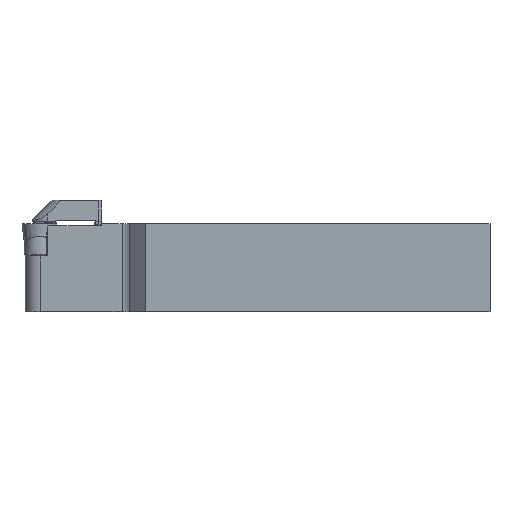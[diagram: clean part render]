
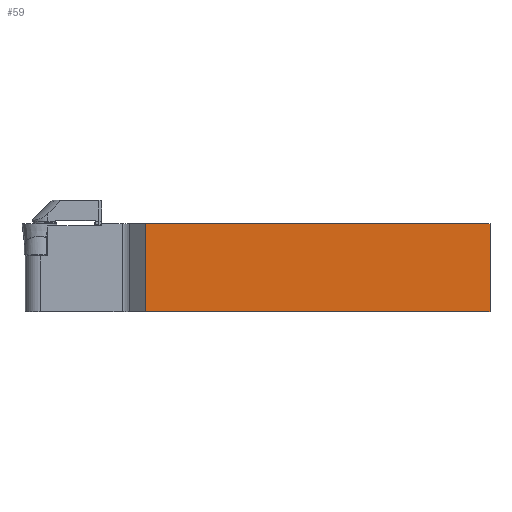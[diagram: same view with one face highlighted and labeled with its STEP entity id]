
A CAD part, front view. The second image highlights one B-rep face of the part: STEP entity #59.
In plain terms, the highlighted planar face has unit normal (0, -1, 0).
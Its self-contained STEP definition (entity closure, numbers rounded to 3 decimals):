
#59 = ADVANCED_FACE ( 'NONE', ( #7622 ), #7036, .T. ) ;
#234 = DIRECTION ( 'NONE',  ( 1., 0., 0. ) ) ;
#323 = EDGE_LOOP ( 'NONE', ( #8641, #3626, #7199, #5357 ) ) ;
#358 = EDGE_CURVE ( 'NONE', #994, #2330, #3256, .T. ) ;
#994 = VERTEX_POINT ( 'NONE', #6952 ) ;
#1086 = CARTESIAN_POINT ( 'NONE',  ( 170., -12.5, 0. ) ) ;
#1123 = VERTEX_POINT ( 'NONE', #4162 ) ;
#1456 = CARTESIAN_POINT ( 'NONE',  ( 170., -12.5, -32. ) ) ;
#1649 = EDGE_CURVE ( 'NONE', #1123, #2330, #5744, .T. ) ;
#1821 = VECTOR ( 'NONE', #234, 1000. ) ;
#2046 = DIRECTION ( 'NONE',  ( 1., 0., 0. ) ) ;
#2330 = VERTEX_POINT ( 'NONE', #9248 ) ;
#2720 = LINE ( 'NONE', #7403, #1821 ) ;
#2817 = DIRECTION ( 'NONE',  ( 0., 0., 1. ) ) ;
#3081 = VECTOR ( 'NONE', #3177, 1000. ) ;
#3177 = DIRECTION ( 'NONE',  ( 0., 0., -1. ) ) ;
#3256 = LINE ( 'NONE', #1086, #8342 ) ;
#3626 = ORIENTED_EDGE ( 'NONE', *, *, #6471, .T. ) ;
#4162 = CARTESIAN_POINT ( 'NONE',  ( 170., -12.5, -32. ) ) ;
#4174 = CARTESIAN_POINT ( 'NONE',  ( 170., -12.5, -32. ) ) ;
#4585 = CARTESIAN_POINT ( 'NONE',  ( 45., -12.5, 219.478 ) ) ;
#4840 = AXIS2_PLACEMENT_3D ( 'NONE', #4174, #6349, #2046 ) ;
#5018 = LINE ( 'NONE', #4585, #3081 ) ;
#5270 = CARTESIAN_POINT ( 'NONE',  ( 45., -12.5, -32. ) ) ;
#5357 = ORIENTED_EDGE ( 'NONE', *, *, #1649, .T. ) ;
#5744 = LINE ( 'NONE', #1456, #7313 ) ;
#6349 = DIRECTION ( 'NONE',  ( 0., -1., 0. ) ) ;
#6471 = EDGE_CURVE ( 'NONE', #994, #7076, #5018, .T. ) ;
#6808 = DIRECTION ( 'NONE',  ( 1., 0., 0. ) ) ;
#6952 = CARTESIAN_POINT ( 'NONE',  ( 45., -12.5, 0. ) ) ;
#7036 = PLANE ( 'NONE',  #4840 ) ;
#7076 = VERTEX_POINT ( 'NONE', #5270 ) ;
#7199 = ORIENTED_EDGE ( 'NONE', *, *, #7665, .T. ) ;
#7313 = VECTOR ( 'NONE', #2817, 1000. ) ;
#7403 = CARTESIAN_POINT ( 'NONE',  ( 170., -12.5, -32. ) ) ;
#7622 = FACE_OUTER_BOUND ( 'NONE', #323, .T. ) ;
#7665 = EDGE_CURVE ( 'NONE', #7076, #1123, #2720, .T. ) ;
#8342 = VECTOR ( 'NONE', #6808, 1000. ) ;
#8641 = ORIENTED_EDGE ( 'NONE', *, *, #358, .F. ) ;
#9248 = CARTESIAN_POINT ( 'NONE',  ( 170., -12.5, 0. ) ) ;
